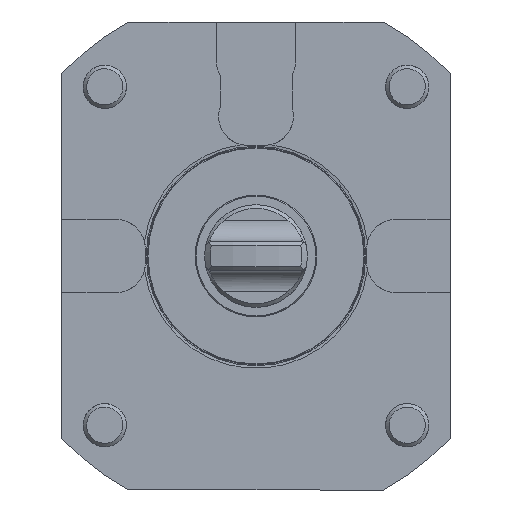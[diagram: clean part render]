
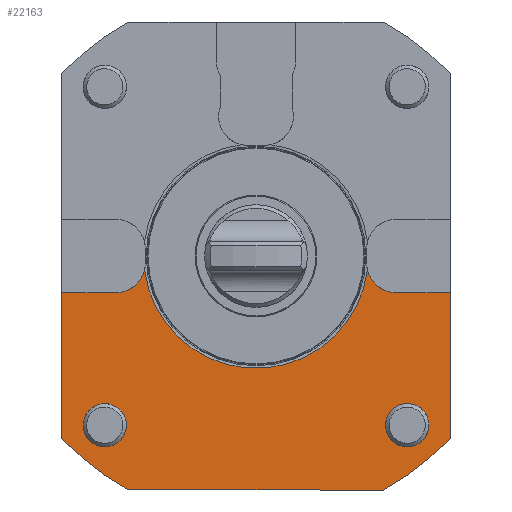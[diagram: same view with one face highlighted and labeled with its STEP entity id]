
A CAD part, front view. The second image highlights one B-rep face of the part: STEP entity #22163.
In plain terms, the highlighted planar face has unit normal (0, -1, 0).
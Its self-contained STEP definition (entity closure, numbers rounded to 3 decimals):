
#9 = DIRECTION ( 'NONE',  ( 0., 0., 1. ) ) ;
#72 = ORIENTED_EDGE ( 'NONE', *, *, #23232, .T. ) ;
#187 = VERTEX_POINT ( 'NONE', #20021 ) ;
#203 = CIRCLE ( 'NONE', #2576, 74. ) ;
#290 = VECTOR ( 'NONE', #5347, 1000. ) ;
#592 = DIRECTION ( 'NONE',  ( 0., 0., 1. ) ) ;
#799 = EDGE_CURVE ( 'NONE', #6962, #15904, #4006, .T. ) ;
#938 = DIRECTION ( 'NONE',  ( 0., 0., 1. ) ) ;
#1162 = CARTESIAN_POINT ( 'NONE',  ( -38.75, 0., -2.15 ) ) ;
#1394 = LINE ( 'NONE', #1626, #5028 ) ;
#1626 = CARTESIAN_POINT ( 'NONE',  ( 54., 0., 0. ) ) ;
#2158 = EDGE_CURVE ( 'NONE', #19133, #13990, #9667, .T. ) ;
#2300 = CARTESIAN_POINT ( 'NONE',  ( 59.893, 0., -10.15 ) ) ;
#2326 = DIRECTION ( 'NONE',  ( 0., -1., 0. ) ) ;
#2576 = AXIS2_PLACEMENT_3D ( 'NONE', #5559, #18741, #9 ) ;
#2664 = CARTESIAN_POINT ( 'NONE',  ( 42., 0., -47. ) ) ;
#2769 = CIRCLE ( 'NONE', #6302, 74. ) ;
#2915 = DIRECTION ( 'NONE',  ( 0., -1., 0. ) ) ;
#3112 = LINE ( 'NONE', #23821, #12461 ) ;
#3185 = EDGE_CURVE ( 'NONE', #7482, #7482, #4609, .T. ) ;
#3269 = EDGE_CURVE ( 'NONE', #6962, #19133, #8927, .T. ) ;
#3611 = EDGE_CURVE ( 'NONE', #9793, #15634, #1394, .T. ) ;
#3826 = CARTESIAN_POINT ( 'NONE',  ( 48., 0., -47. ) ) ;
#4006 = CIRCLE ( 'NONE', #12259, 8. ) ;
#4084 = CARTESIAN_POINT ( 'NONE',  ( 54., 0., -50.596 ) ) ;
#4300 = ORIENTED_EDGE ( 'NONE', *, *, #10189, .T. ) ;
#4452 = EDGE_CURVE ( 'NONE', #12019, #15904, #16425, .T. ) ;
#4517 = PLANE ( 'NONE',  #8585 ) ;
#4609 = CIRCLE ( 'NONE', #23105, 6. ) ;
#4750 = FACE_BOUND ( 'NONE', #13286, .T. ) ;
#4876 = DIRECTION ( 'NONE',  ( 1., 0., 0. ) ) ;
#4992 = DIRECTION ( 'NONE',  ( 0., -1., 0. ) ) ;
#5028 = VECTOR ( 'NONE', #5449, 1000. ) ;
#5300 = VERTEX_POINT ( 'NONE', #7602 ) ;
#5347 = DIRECTION ( 'NONE',  ( 1., 0., 0. ) ) ;
#5391 = EDGE_LOOP ( 'NONE', ( #20893, #15986, #9954, #14506, #9558, #16424, #7844, #4300, #72, #8068 ) ) ;
#5449 = DIRECTION ( 'NONE',  ( 0., 0., 1. ) ) ;
#5559 = CARTESIAN_POINT ( 'NONE',  ( 0., 0., 0. ) ) ;
#6169 = AXIS2_PLACEMENT_3D ( 'NONE', #8420, #15945, #19809 ) ;
#6170 = VECTOR ( 'NONE', #23269, 1000. ) ;
#6227 = CARTESIAN_POINT ( 'NONE',  ( -30.951, 0., -3.933 ) ) ;
#6302 = AXIS2_PLACEMENT_3D ( 'NONE', #17590, #2326, #17721 ) ;
#6772 = VECTOR ( 'NONE', #7398, 1000. ) ;
#6909 = LINE ( 'NONE', #22458, #6772 ) ;
#6962 = VERTEX_POINT ( 'NONE', #6227 ) ;
#7046 = CARTESIAN_POINT ( 'NONE',  ( -59.893, 0., -10.15 ) ) ;
#7398 = DIRECTION ( 'NONE',  ( 1., 0., 0. ) ) ;
#7453 = EDGE_LOOP ( 'NONE', ( #12750 ) ) ;
#7482 = VERTEX_POINT ( 'NONE', #3826 ) ;
#7602 = CARTESIAN_POINT ( 'NONE',  ( -36., 0., -47. ) ) ;
#7802 = ORIENTED_EDGE ( 'NONE', *, *, #9891, .F. ) ;
#7844 = ORIENTED_EDGE ( 'NONE', *, *, #15813, .F. ) ;
#8022 = CARTESIAN_POINT ( 'NONE',  ( 54., 0., -10.15 ) ) ;
#8068 = ORIENTED_EDGE ( 'NONE', *, *, #17002, .T. ) ;
#8337 = CARTESIAN_POINT ( 'NONE',  ( -35.369, 0., -65. ) ) ;
#8420 = CARTESIAN_POINT ( 'NONE',  ( 0., 0., 0. ) ) ;
#8585 = AXIS2_PLACEMENT_3D ( 'NONE', #17804, #2915, #938 ) ;
#8927 = CIRCLE ( 'NONE', #6169, 31.2 ) ;
#9558 = ORIENTED_EDGE ( 'NONE', *, *, #799, .T. ) ;
#9667 = CIRCLE ( 'NONE', #18702, 8. ) ;
#9721 = CARTESIAN_POINT ( 'NONE',  ( 35.369, 0., -65. ) ) ;
#9793 = VERTEX_POINT ( 'NONE', #4084 ) ;
#9891 = EDGE_CURVE ( 'NONE', #5300, #5300, #16302, .T. ) ;
#9915 = CARTESIAN_POINT ( 'NONE',  ( 30.951, 0., -3.933 ) ) ;
#9954 = ORIENTED_EDGE ( 'NONE', *, *, #2158, .F. ) ;
#9956 = CARTESIAN_POINT ( 'NONE',  ( 38.75, 0., -2.15 ) ) ;
#10189 = EDGE_CURVE ( 'NONE', #187, #11754, #203, .T. ) ;
#10495 = CARTESIAN_POINT ( 'NONE',  ( 38.75, 0., -10.15 ) ) ;
#10804 = EDGE_CURVE ( 'NONE', #15634, #13990, #17558, .T. ) ;
#11754 = VERTEX_POINT ( 'NONE', #8337 ) ;
#12019 = VERTEX_POINT ( 'NONE', #15505 ) ;
#12259 = AXIS2_PLACEMENT_3D ( 'NONE', #1162, #20168, #16300 ) ;
#12379 = DIRECTION ( 'NONE',  ( 1., 0., 0. ) ) ;
#12461 = VECTOR ( 'NONE', #18377, 1000. ) ;
#12750 = ORIENTED_EDGE ( 'NONE', *, *, #3185, .F. ) ;
#13286 = EDGE_LOOP ( 'NONE', ( #7802 ) ) ;
#13516 = DIRECTION ( 'NONE',  ( 0., -1., 0. ) ) ;
#13877 = FACE_BOUND ( 'NONE', #7453, .T. ) ;
#13990 = VERTEX_POINT ( 'NONE', #10495 ) ;
#14109 = DIRECTION ( 'NONE',  ( 0., -1., 0. ) ) ;
#14356 = CARTESIAN_POINT ( 'NONE',  ( -42., 0., -47. ) ) ;
#14506 = ORIENTED_EDGE ( 'NONE', *, *, #3269, .F. ) ;
#15505 = CARTESIAN_POINT ( 'NONE',  ( -54., 0., -10.15 ) ) ;
#15634 = VERTEX_POINT ( 'NONE', #8022 ) ;
#15813 = EDGE_CURVE ( 'NONE', #187, #12019, #3112, .T. ) ;
#15904 = VERTEX_POINT ( 'NONE', #17479 ) ;
#15945 = DIRECTION ( 'NONE',  ( 0., -1., 0. ) ) ;
#15986 = ORIENTED_EDGE ( 'NONE', *, *, #10804, .T. ) ;
#16300 = DIRECTION ( 'NONE',  ( 0., 0., -1. ) ) ;
#16302 = CIRCLE ( 'NONE', #18671, 6. ) ;
#16424 = ORIENTED_EDGE ( 'NONE', *, *, #4452, .F. ) ;
#16425 = LINE ( 'NONE', #7046, #290 ) ;
#17002 = EDGE_CURVE ( 'NONE', #23565, #9793, #2769, .T. ) ;
#17479 = CARTESIAN_POINT ( 'NONE',  ( -38.75, 0., -10.15 ) ) ;
#17558 = LINE ( 'NONE', #2300, #6170 ) ;
#17590 = CARTESIAN_POINT ( 'NONE',  ( 0., 0., 0. ) ) ;
#17721 = DIRECTION ( 'NONE',  ( 0., 0., 1. ) ) ;
#17804 = CARTESIAN_POINT ( 'NONE',  ( 0., 0., 0. ) ) ;
#18377 = DIRECTION ( 'NONE',  ( 0., 0., 1. ) ) ;
#18671 = AXIS2_PLACEMENT_3D ( 'NONE', #14356, #14109, #12379 ) ;
#18702 = AXIS2_PLACEMENT_3D ( 'NONE', #9956, #13516, #592 ) ;
#18741 = DIRECTION ( 'NONE',  ( 0., -1., 0. ) ) ;
#19133 = VERTEX_POINT ( 'NONE', #9915 ) ;
#19809 = DIRECTION ( 'NONE',  ( 0., 0., 1. ) ) ;
#20021 = CARTESIAN_POINT ( 'NONE',  ( -54., 0., -50.596 ) ) ;
#20168 = DIRECTION ( 'NONE',  ( 0., 1., 0. ) ) ;
#20893 = ORIENTED_EDGE ( 'NONE', *, *, #3611, .T. ) ;
#21406 = FACE_OUTER_BOUND ( 'NONE', #5391, .T. ) ;
#22163 = ADVANCED_FACE ( 'Defeature completata1_4', ( #13877, #4750, #21406 ), #4517, .T. ) ;
#22458 = CARTESIAN_POINT ( 'NONE',  ( 0., 0., -65. ) ) ;
#23105 = AXIS2_PLACEMENT_3D ( 'NONE', #2664, #4992, #4876 ) ;
#23232 = EDGE_CURVE ( 'NONE', #11754, #23565, #6909, .T. ) ;
#23269 = DIRECTION ( 'NONE',  ( -1., 0., 0. ) ) ;
#23565 = VERTEX_POINT ( 'NONE', #9721 ) ;
#23821 = CARTESIAN_POINT ( 'NONE',  ( -54., 0., 0. ) ) ;
